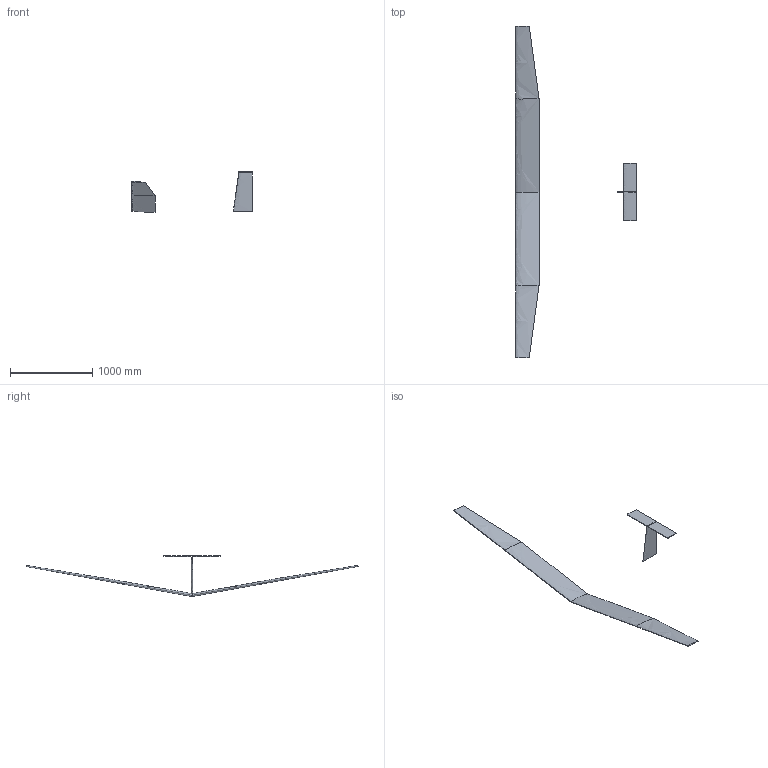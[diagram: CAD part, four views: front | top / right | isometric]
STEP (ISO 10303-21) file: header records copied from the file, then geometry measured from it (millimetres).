
FILE_DESCRIPTION(('Open CASCADE Model'),'2;1');
FILE_NAME('Open CASCADE Shape Model','2023-02-02T23:14:31',('Author'),( 'Open CASCADE'),'Open CASCADE STEP processor 7.6','Open CASCADE 7.6' ,'Unknown');
FILE_SCHEMA(('AUTOMOTIVE_DESIGN { 1 0 10303 214 1 1 1 1 }'));
Length unit declared in the file: millimetre
Products named in the file (4): Open CASCADE STEP translator 7.6 1; Open CASCADE STEP translator 7.6 1.1; Open CASCADE STEP translator 7.6 1.2; Open CASCADE STEP translator 7.6 1.3
Assembly tree (3 placements, depth 2):
  Open CASCADE STEP translator 7.6 1
    Open CASCADE STEP translator 7.6 1.1
    Open CASCADE STEP translator 7.6 1.2
    Open CASCADE STEP translator 7.6 1.3
Bounding box: 1460.88 x 4028.19 x 496.53 mm (x, y, z)
Volume: 14630369.7 mm3; surface area: 2544525.3 mm2
Topology: 3 solids, 3 shells, 15 faces, 23 edges, 14 vertices
Faces by surface type: plane 8, bspline 7
Entity records: 7837 total; most frequent: CARTESIAN_POINT 7408, B_SPLINE_CURVE_WITH_KNOTS 66, ORIENTED_EDGE 46, PCURVE 46, DEFINITIONAL_REPRESENTATION 46, DIRECTION 27, EDGE_CURVE 23, SURFACE_CURVE 16
